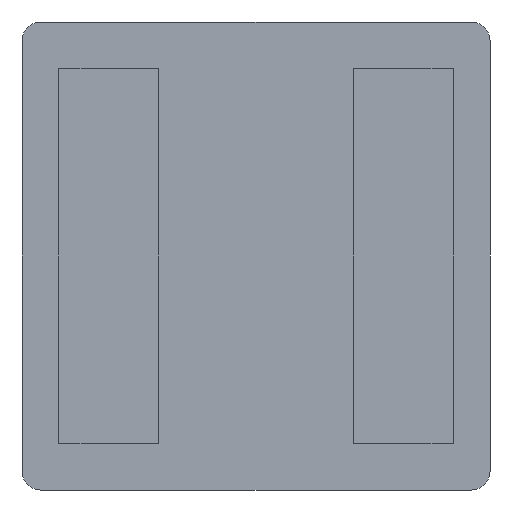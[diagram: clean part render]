
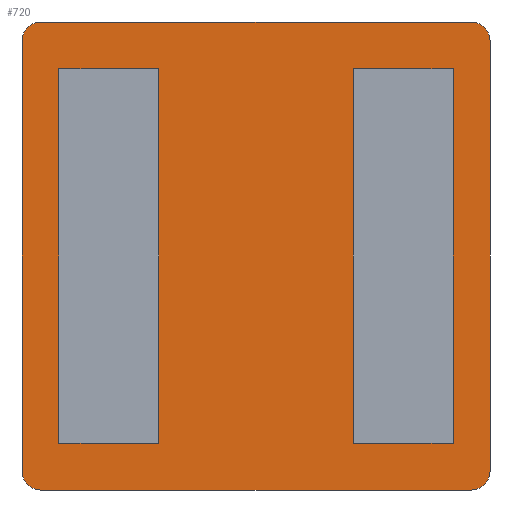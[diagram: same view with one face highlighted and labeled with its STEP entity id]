
A CAD part, front view. The second image highlights one B-rep face of the part: STEP entity #720.
In plain terms, the highlighted planar face has unit normal (0, -1, 0).
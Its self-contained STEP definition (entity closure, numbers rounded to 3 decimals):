
#15 = CARTESIAN_POINT ( 'NONE',  ( 3.75, 0.1, -3.45 ) ) ;
#27 = DIRECTION ( 'NONE',  ( 0., -1., 0. ) ) ;
#57 = EDGE_LOOP ( 'NONE', ( #315, #510, #65, #1003, #560, #891, #665, #761 ) ) ;
#65 = ORIENTED_EDGE ( 'NONE', *, *, #470, .T. ) ;
#82 = DIRECTION ( 'NONE',  ( 0., 0., -1. ) ) ;
#110 = AXIS2_PLACEMENT_3D ( 'NONE', #1165, #706, #1087 ) ;
#149 = VERTEX_POINT ( 'NONE', #1040 ) ;
#192 = VECTOR ( 'NONE', #1066, 1000. ) ;
#204 = EDGE_CURVE ( 'NONE', #567, #360, #864, .T. ) ;
#216 = AXIS2_PLACEMENT_3D ( 'NONE', #825, #363, #931 ) ;
#238 = CIRCLE ( 'NONE', #811, 0.3 ) ;
#299 = EDGE_CURVE ( 'NONE', #423, #567, #741, .T. ) ;
#315 = ORIENTED_EDGE ( 'NONE', *, *, #204, .T. ) ;
#316 = VERTEX_POINT ( 'NONE', #1108 ) ;
#360 = VERTEX_POINT ( 'NONE', #640 ) ;
#363 = DIRECTION ( 'NONE',  ( 0., -1., 0. ) ) ;
#372 = AXIS2_PLACEMENT_3D ( 'NONE', #881, #1152, #889 ) ;
#397 = VERTEX_POINT ( 'NONE', #1166 ) ;
#414 = DIRECTION ( 'NONE',  ( 0., 0., 1. ) ) ;
#423 = VERTEX_POINT ( 'NONE', #527 ) ;
#426 = DIRECTION ( 'NONE',  ( -1., 0., 0. ) ) ;
#468 = EDGE_CURVE ( 'NONE', #571, #316, #1180, .T. ) ;
#470 = EDGE_CURVE ( 'NONE', #149, #571, #238, .T. ) ;
#502 = FACE_OUTER_BOUND ( 'NONE', #57, .T. ) ;
#503 = EDGE_CURVE ( 'NONE', #316, #397, #1086, .T. ) ;
#510 = ORIENTED_EDGE ( 'NONE', *, *, #529, .T. ) ;
#514 = CARTESIAN_POINT ( 'NONE',  ( -3.45, 0.1, 3.75 ) ) ;
#527 = CARTESIAN_POINT ( 'NONE',  ( -3.75, 0.1, 3.45 ) ) ;
#529 = EDGE_CURVE ( 'NONE', #360, #149, #916, .T. ) ;
#560 = ORIENTED_EDGE ( 'NONE', *, *, #503, .T. ) ;
#567 = VERTEX_POINT ( 'NONE', #658 ) ;
#571 = VERTEX_POINT ( 'NONE', #15 ) ;
#583 = VECTOR ( 'NONE', #744, 1000. ) ;
#640 = CARTESIAN_POINT ( 'NONE',  ( -3.45, 0.1, -3.75 ) ) ;
#652 = CIRCLE ( 'NONE', #110, 0.3 ) ;
#658 = CARTESIAN_POINT ( 'NONE',  ( -3.75, 0.1, -3.45 ) ) ;
#665 = ORIENTED_EDGE ( 'NONE', *, *, #738, .T. ) ;
#706 = DIRECTION ( 'NONE',  ( 0., -1., 0. ) ) ;
#710 = VECTOR ( 'NONE', #426, 1000. ) ;
#720 = ADVANCED_FACE ( 'NONE', ( #502 ), #798, .F. ) ;
#735 = EDGE_CURVE ( 'NONE', #397, #982, #802, .T. ) ;
#738 = EDGE_CURVE ( 'NONE', #982, #423, #652, .T. ) ;
#741 = LINE ( 'NONE', #1116, #1083 ) ;
#744 = DIRECTION ( 'NONE',  ( 1., 0., 0. ) ) ;
#745 = AXIS2_PLACEMENT_3D ( 'NONE', #1097, #996, #1157 ) ;
#761 = ORIENTED_EDGE ( 'NONE', *, *, #299, .T. ) ;
#798 = PLANE ( 'NONE',  #372 ) ;
#802 = LINE ( 'NONE', #514, #710 ) ;
#803 = CARTESIAN_POINT ( 'NONE',  ( 3.75, 0.1, 3.45 ) ) ;
#811 = AXIS2_PLACEMENT_3D ( 'NONE', #882, #27, #414 ) ;
#825 = CARTESIAN_POINT ( 'NONE',  ( 3.45, 0.1, 3.45 ) ) ;
#864 = CIRCLE ( 'NONE', #745, 0.3 ) ;
#881 = CARTESIAN_POINT ( 'NONE',  ( 0., 0.1, 0. ) ) ;
#882 = CARTESIAN_POINT ( 'NONE',  ( 3.45, 0.1, -3.45 ) ) ;
#885 = CARTESIAN_POINT ( 'NONE',  ( -3.45, 0.1, 3.75 ) ) ;
#889 = DIRECTION ( 'NONE',  ( 0., 0., 1. ) ) ;
#891 = ORIENTED_EDGE ( 'NONE', *, *, #735, .T. ) ;
#916 = LINE ( 'NONE', #1200, #583 ) ;
#931 = DIRECTION ( 'NONE',  ( 0., 0., 1. ) ) ;
#982 = VERTEX_POINT ( 'NONE', #885 ) ;
#996 = DIRECTION ( 'NONE',  ( 0., -1., 0. ) ) ;
#1003 = ORIENTED_EDGE ( 'NONE', *, *, #468, .T. ) ;
#1040 = CARTESIAN_POINT ( 'NONE',  ( 3.45, 0.1, -3.75 ) ) ;
#1066 = DIRECTION ( 'NONE',  ( 0., 0., 1. ) ) ;
#1083 = VECTOR ( 'NONE', #82, 1000. ) ;
#1086 = CIRCLE ( 'NONE', #216, 0.3 ) ;
#1087 = DIRECTION ( 'NONE',  ( 0., 0., 1. ) ) ;
#1097 = CARTESIAN_POINT ( 'NONE',  ( -3.45, 0.1, -3.45 ) ) ;
#1108 = CARTESIAN_POINT ( 'NONE',  ( 3.75, 0.1, 3.45 ) ) ;
#1116 = CARTESIAN_POINT ( 'NONE',  ( -3.75, 0.1, 3.45 ) ) ;
#1152 = DIRECTION ( 'NONE',  ( 0., 1., 0. ) ) ;
#1157 = DIRECTION ( 'NONE',  ( 0., 0., 1. ) ) ;
#1165 = CARTESIAN_POINT ( 'NONE',  ( -3.45, 0.1, 3.45 ) ) ;
#1166 = CARTESIAN_POINT ( 'NONE',  ( 3.45, 0.1, 3.75 ) ) ;
#1180 = LINE ( 'NONE', #803, #192 ) ;
#1200 = CARTESIAN_POINT ( 'NONE',  ( -3.45, 0.1, -3.75 ) ) ;
